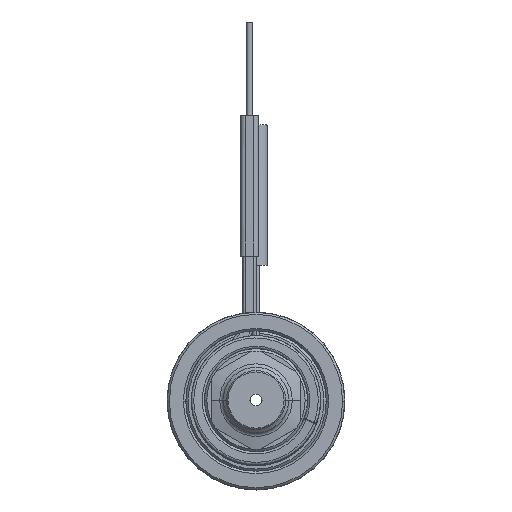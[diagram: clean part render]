
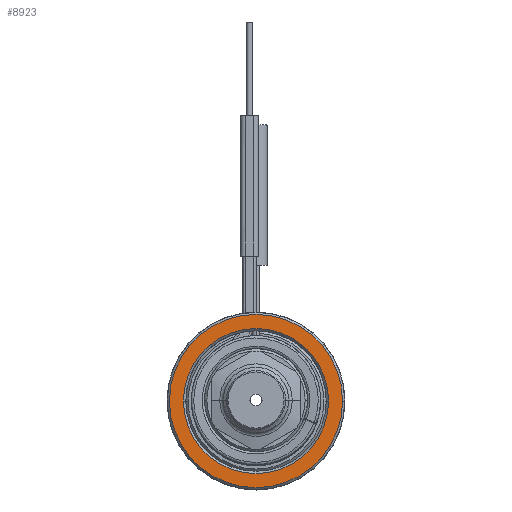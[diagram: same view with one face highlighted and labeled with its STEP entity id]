
A CAD part, top view. The second image highlights one B-rep face of the part: STEP entity #8923.
In plain terms, the highlighted planar face has unit normal (0, 0, 1).
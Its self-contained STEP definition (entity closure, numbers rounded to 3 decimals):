
#1187=CARTESIAN_POINT('',(0.,0.,35.));
#1188=DIRECTION('',(0.,0.,-1.));
#1189=DIRECTION('',(1.,0.,0.));
#1190=AXIS2_PLACEMENT_3D('',#1187,#1188,#1189);
#1206=CARTESIAN_POINT('',(0.,0.,
35.));
#1207=DIRECTION('',(0.,0.,-1.));
#1208=DIRECTION('',(1.,0.,0.));
#1209=AXIS2_PLACEMENT_3D('',#1206,#1207,#1208);
#1230=CARTESIAN_POINT('',(0.,0.,
35.));
#1231=DIRECTION('',(0.,0.,-1.));
#1232=DIRECTION('',(-1.,0.,0.));
#1233=AXIS2_PLACEMENT_3D('',#1230,#1231,#1232);
#1526=CARTESIAN_POINT('',(0.,0.,
35.));
#1527=DIRECTION('',(0.,0.,-1.));
#1528=DIRECTION('',(-1.,0.,0.));
#1529=AXIS2_PLACEMENT_3D('',#1526,#1527,#1528);
#6969=CARTESIAN_POINT('',(18.5,0.,35.));
#6970=CARTESIAN_POINT('',(-18.5,0.,
35.));
#6971=VERTEX_POINT('',#6969);
#6972=VERTEX_POINT('',#6970);
#6973=CARTESIAN_POINT('',(15.5,0.,35.));
#6974=CARTESIAN_POINT('',(-15.5,0.,35.));
#6975=VERTEX_POINT('',#6973);
#6976=VERTEX_POINT('',#6974);
#8907=CARTESIAN_POINT('',(0.,0.,35.));
#8908=DIRECTION('',(0.,0.,1.));
#8909=DIRECTION('',(-1.,0.,0.));
#8910=AXIS2_PLACEMENT_3D('',#8907,#8908,#8909);
#8911=PLANE('',#8910);
#8913=ORIENTED_EDGE('',*,*,#8912,.T.);
#8915=ORIENTED_EDGE('',*,*,#8914,.T.);
#8916=EDGE_LOOP('',(#8913,#8915));
#8917=FACE_OUTER_BOUND('',#8916,.F.);
#8918=ORIENTED_EDGE('',*,*,#8897,.F.);
#8920=ORIENTED_EDGE('',*,*,#8919,.F.);
#8921=EDGE_LOOP('',(#8918,#8920));
#8922=FACE_BOUND('',#8921,.F.);
#1191=CIRCLE('',#1190,15.5);
#1210=CIRCLE('',#1209,18.5);
#1234=CIRCLE('',#1233,18.5);
#1530=CIRCLE('',#1529,15.5);
#8897=EDGE_CURVE('',#6975,#6976,#1191,.T.);
#8912=EDGE_CURVE('',#6971,#6972,#1210,.T.);
#8914=EDGE_CURVE('',#6972,#6971,#1234,.T.);
#8919=EDGE_CURVE('',#6976,#6975,#1530,.T.);
#8923=ADVANCED_FACE('',(#8917,#8922),#8911,.T.);
